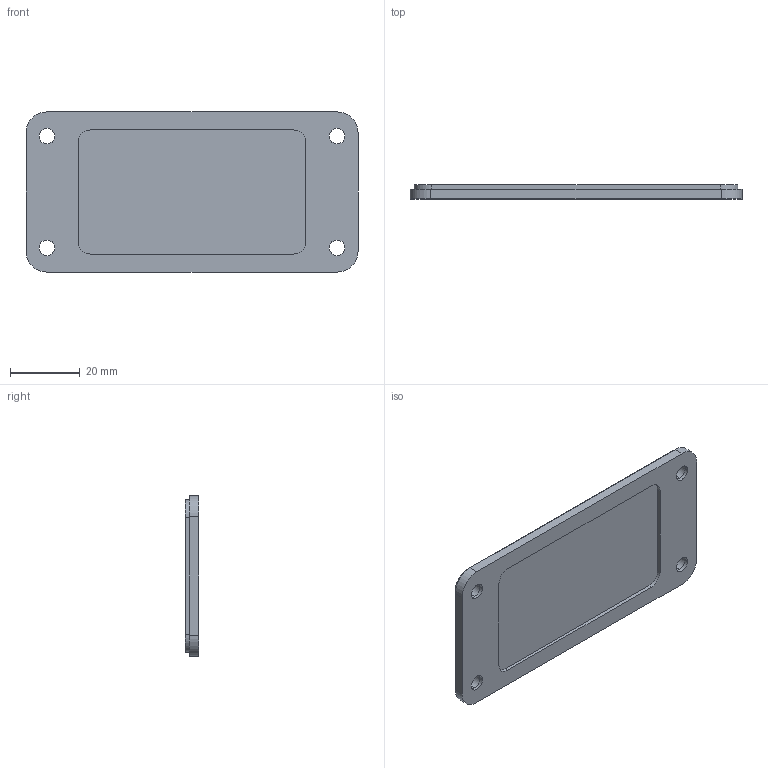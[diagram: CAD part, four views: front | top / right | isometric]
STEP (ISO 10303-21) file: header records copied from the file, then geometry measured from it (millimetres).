
FILE_DESCRIPTION((''),'2;1');
FILE_NAME('ASM0005_ASM','2022-08-25T',('xf.gao'),(''),'PRO/ENGINEER BY PARAMETRIC TECHNOLOGY CORPORATION, 2012480','PRO/ENGINEER BY PARAMETRIC TECHNOLOGY CORPORATION, 2012480','');
FILE_SCHEMA(('CONFIG_CONTROL_DESIGN'));
Products named in the file (3): 10B-F_L_; _MODEL2; ASM0005_ASM
Assembly tree (2 placements, depth 2):
  ASM0005_ASM
    10B-F_L_
    _MODEL2
Bounding box: 95 x 4 x 45.8 mm (x, y, z)
Volume: 14264.1 mm3; surface area: 14239.9 mm2
Topology: 2 solids, 2 shells, 53 faces, 156 edges, 108 vertices
Faces by surface type: cylinder 32, plane 21
Entity records: 1948 total; most frequent: DIRECTION 348, CARTESIAN_POINT 322, ORIENTED_EDGE 312, EDGE_CURVE 156, AXIS2_PLACEMENT_3D 134, VERTEX_POINT 108, VECTOR 80, LINE 80
